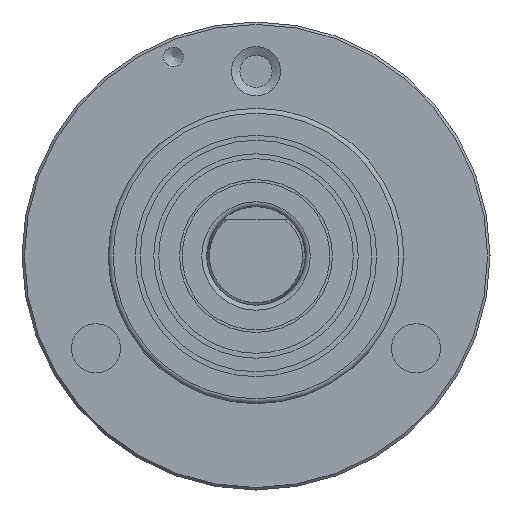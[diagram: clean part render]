
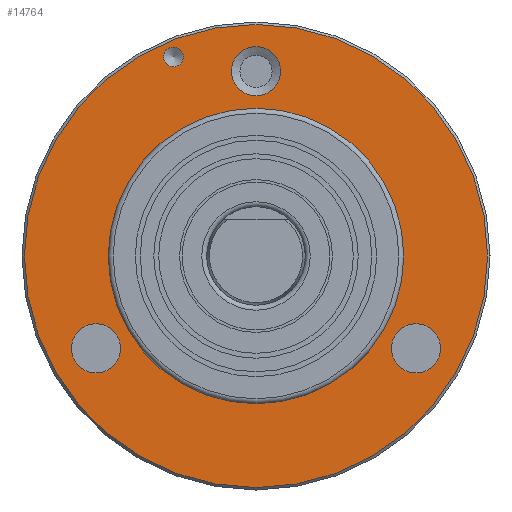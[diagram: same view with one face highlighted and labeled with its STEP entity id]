
A CAD part, left-side view. The second image highlights one B-rep face of the part: STEP entity #14764.
In plain terms, the highlighted planar face has unit normal (-1, 0, 0).
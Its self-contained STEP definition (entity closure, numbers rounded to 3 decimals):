
#155=FACE_BOUND('',#5647,.T.);
#156=FACE_BOUND('',#5648,.T.);
#157=FACE_BOUND('',#5649,.T.);
#158=FACE_BOUND('',#5650,.T.);
#159=FACE_BOUND('',#5651,.T.);
#899=PLANE('',#15823);
#4811=FACE_OUTER_BOUND('',#5646,.T.);
#5646=EDGE_LOOP('',(#10765));
#5647=EDGE_LOOP('',(#10766));
#5648=EDGE_LOOP('',(#10767));
#5649=EDGE_LOOP('',(#10768));
#5650=EDGE_LOOP('',(#10769));
#5651=EDGE_LOOP('',(#10770));
#6507=CIRCLE('',#15720,6.);
#6510=CIRCLE('',#15725,9.4);
#6514=CIRCLE('',#15732,0.4);
#6517=CIRCLE('',#15737,1.);
#6532=CIRCLE('',#15766,1.);
#6547=CIRCLE('',#15795,1.);
#6981=VERTEX_POINT('',#21262);
#6984=VERTEX_POINT('',#21272);
#6989=VERTEX_POINT('',#21287);
#6992=VERTEX_POINT('',#21297);
#7007=VERTEX_POINT('',#21355);
#7022=VERTEX_POINT('',#21413);
#8388=EDGE_CURVE('',#6981,#6981,#6507,.T.);
#8393=EDGE_CURVE('',#6984,#6984,#6510,.T.);
#8399=EDGE_CURVE('',#6989,#6989,#6514,.T.);
#8405=EDGE_CURVE('',#6992,#6992,#6517,.T.);
#8434=EDGE_CURVE('',#7007,#7007,#6532,.T.);
#8463=EDGE_CURVE('',#7022,#7022,#6547,.T.);
#10765=ORIENTED_EDGE('',*,*,#8393,.T.);
#10766=ORIENTED_EDGE('',*,*,#8399,.T.);
#10767=ORIENTED_EDGE('',*,*,#8405,.T.);
#10768=ORIENTED_EDGE('',*,*,#8434,.T.);
#10769=ORIENTED_EDGE('',*,*,#8463,.T.);
#10770=ORIENTED_EDGE('',*,*,#8388,.F.);
#14764=ADVANCED_FACE('',(#4811,#155,#156,#157,#158,#159),#899,.T.);
#15720=AXIS2_PLACEMENT_3D('',#21264,#17151,#17152);
#15725=AXIS2_PLACEMENT_3D('',#21274,#17163,#17164);
#15732=AXIS2_PLACEMENT_3D('',#21288,#17179,#17180);
#15737=AXIS2_PLACEMENT_3D('',#21299,#17192,#17193);
#15766=AXIS2_PLACEMENT_3D('',#21357,#17264,#17265);
#15795=AXIS2_PLACEMENT_3D('',#21415,#17336,#17337);
#15823=AXIS2_PLACEMENT_3D('',#21467,#17404,#17405);
#17151=DIRECTION('center_axis',(-1.,0.,0.));
#17152=DIRECTION('ref_axis',(0.,0.,1.));
#17163=DIRECTION('center_axis',(-1.,0.,0.));
#17164=DIRECTION('ref_axis',(0.,0.,1.));
#17179=DIRECTION('center_axis',(1.,0.,0.));
#17180=DIRECTION('ref_axis',(0.,0.383,0.924));
#17192=DIRECTION('center_axis',(1.,0.,0.));
#17193=DIRECTION('ref_axis',(0.,-0.866,-0.5));
#17264=DIRECTION('center_axis',(1.,0.,0.));
#17265=DIRECTION('ref_axis',(0.,0.,1.));
#17336=DIRECTION('center_axis',(1.,0.,0.));
#17337=DIRECTION('ref_axis',(0.,0.866,-0.5));
#17404=DIRECTION('center_axis',(-1.,0.,0.));
#17405=DIRECTION('ref_axis',(0.,0.,1.));
#21262=CARTESIAN_POINT('',(0.,0.,-6.));
#21264=CARTESIAN_POINT('Origin',(0.,0.,0.));
#21272=CARTESIAN_POINT('',(0.,0.,-9.4));
#21274=CARTESIAN_POINT('Origin',(0.,0.,0.));
#21287=CARTESIAN_POINT('',(0.,3.195,7.714));
#21288=CARTESIAN_POINT('Origin',(0.,3.348,8.084));
#21297=CARTESIAN_POINT('',(0.,-5.629,-3.25));
#21299=CARTESIAN_POINT('Origin',(0.,-6.495,-3.75));
#21355=CARTESIAN_POINT('',(0.,0.,6.5));
#21357=CARTESIAN_POINT('Origin',(0.,0.,7.5));
#21413=CARTESIAN_POINT('',(0.,5.629,-3.25));
#21415=CARTESIAN_POINT('Origin',(0.,6.495,-3.75));
#21467=CARTESIAN_POINT('Origin',(0.,0.,7.75));
